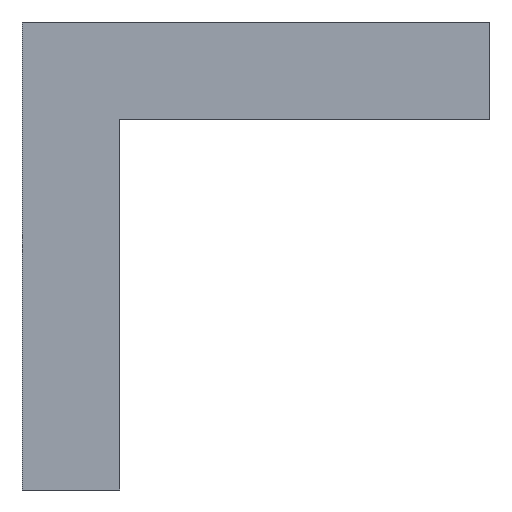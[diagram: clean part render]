
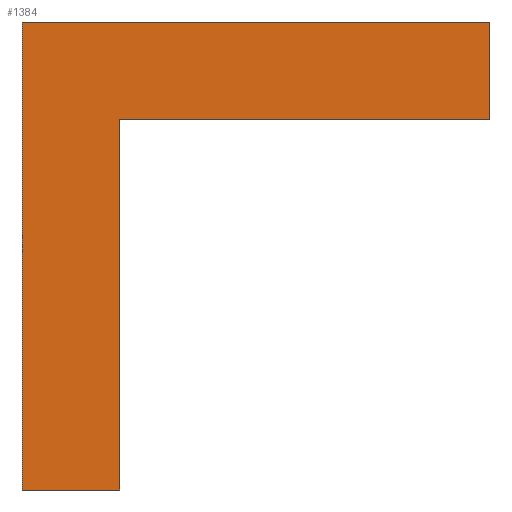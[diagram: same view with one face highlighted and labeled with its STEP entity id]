
A CAD part, front view. The second image highlights one B-rep face of the part: STEP entity #1384.
In plain terms, the highlighted planar face has unit normal (0, -1, 0).
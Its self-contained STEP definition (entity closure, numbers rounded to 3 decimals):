
#216 = VECTOR ( 'NONE', #626, 1000. ) ;
#312 = ORIENTED_EDGE ( 'NONE', *, *, #996, .T. ) ;
#375 = CARTESIAN_POINT ( 'NONE',  ( 0., 0., 0. ) ) ;
#526 = VECTOR ( 'NONE', #528, 1000. ) ;
#528 = DIRECTION ( 'NONE',  ( 0., 0., -1. ) ) ;
#593 = AXIS2_PLACEMENT_3D ( 'NONE', #2813, #1749, #743 ) ;
#626 = DIRECTION ( 'NONE',  ( 1., 0., 0. ) ) ;
#638 = VERTEX_POINT ( 'NONE', #735 ) ;
#682 = ORIENTED_EDGE ( 'NONE', *, *, #3252, .F. ) ;
#735 = CARTESIAN_POINT ( 'NONE',  ( 0., 0., 0. ) ) ;
#743 = DIRECTION ( 'NONE',  ( 0., 0., 1. ) ) ;
#775 = VERTEX_POINT ( 'NONE', #855 ) ;
#796 = CARTESIAN_POINT ( 'NONE',  ( 12., 0., 0. ) ) ;
#810 = VERTEX_POINT ( 'NONE', #3186 ) ;
#848 = CARTESIAN_POINT ( 'NONE',  ( 2.5, 0., 0. ) ) ;
#855 = CARTESIAN_POINT ( 'NONE',  ( 0., 0., -12. ) ) ;
#870 = EDGE_CURVE ( 'NONE', #638, #775, #953, .T. ) ;
#920 = DIRECTION ( 'NONE',  ( 0., 0., -1. ) ) ;
#953 = LINE ( 'NONE', #1430, #2163 ) ;
#954 = CARTESIAN_POINT ( 'NONE',  ( 12., 0., -2.5 ) ) ;
#996 = EDGE_CURVE ( 'NONE', #775, #2785, #1146, .T. ) ;
#1022 = ORIENTED_EDGE ( 'NONE', *, *, #1337, .F. ) ;
#1073 = DIRECTION ( 'NONE',  ( 1., 0., 0. ) ) ;
#1083 = CARTESIAN_POINT ( 'NONE',  ( 12., 0., 0. ) ) ;
#1121 = FACE_OUTER_BOUND ( 'NONE', #2211, .T. ) ;
#1146 = LINE ( 'NONE', #2331, #2482 ) ;
#1270 = LINE ( 'NONE', #848, #3284 ) ;
#1301 = VERTEX_POINT ( 'NONE', #954 ) ;
#1337 = EDGE_CURVE ( 'NONE', #638, #1522, #2055, .T. ) ;
#1384 = ADVANCED_FACE ( 'NONE', ( #1121 ), #2293, .F. ) ;
#1430 = CARTESIAN_POINT ( 'NONE',  ( 0., 0., 0. ) ) ;
#1522 = VERTEX_POINT ( 'NONE', #796 ) ;
#1577 = CARTESIAN_POINT ( 'NONE',  ( 0., 0., -2.5 ) ) ;
#1620 = LINE ( 'NONE', #1083, #526 ) ;
#1642 = VECTOR ( 'NONE', #2264, 1000. ) ;
#1693 = EDGE_CURVE ( 'NONE', #810, #1301, #3211, .T. ) ;
#1706 = CARTESIAN_POINT ( 'NONE',  ( 2.5, 0., -12. ) ) ;
#1749 = DIRECTION ( 'NONE',  ( 0., 1., 0. ) ) ;
#1899 = ORIENTED_EDGE ( 'NONE', *, *, #1693, .T. ) ;
#1936 = ORIENTED_EDGE ( 'NONE', *, *, #3179, .F. ) ;
#2055 = LINE ( 'NONE', #375, #1642 ) ;
#2141 = DIRECTION ( 'NONE',  ( 0., 0., -1. ) ) ;
#2163 = VECTOR ( 'NONE', #920, 1000. ) ;
#2211 = EDGE_LOOP ( 'NONE', ( #1899, #682, #1022, #2598, #312, #1936 ) ) ;
#2264 = DIRECTION ( 'NONE',  ( 1., 0., 0. ) ) ;
#2293 = PLANE ( 'NONE',  #593 ) ;
#2331 = CARTESIAN_POINT ( 'NONE',  ( 0., 0., -12. ) ) ;
#2482 = VECTOR ( 'NONE', #1073, 1000. ) ;
#2598 = ORIENTED_EDGE ( 'NONE', *, *, #870, .T. ) ;
#2785 = VERTEX_POINT ( 'NONE', #1706 ) ;
#2813 = CARTESIAN_POINT ( 'NONE',  ( 0., 0., 0. ) ) ;
#3179 = EDGE_CURVE ( 'NONE', #810, #2785, #1270, .T. ) ;
#3186 = CARTESIAN_POINT ( 'NONE',  ( 2.5, 0., -2.5 ) ) ;
#3211 = LINE ( 'NONE', #1577, #216 ) ;
#3252 = EDGE_CURVE ( 'NONE', #1522, #1301, #1620, .T. ) ;
#3284 = VECTOR ( 'NONE', #2141, 1000. ) ;
